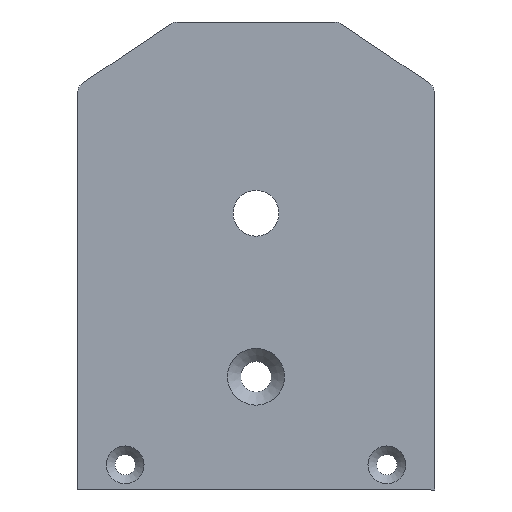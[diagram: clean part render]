
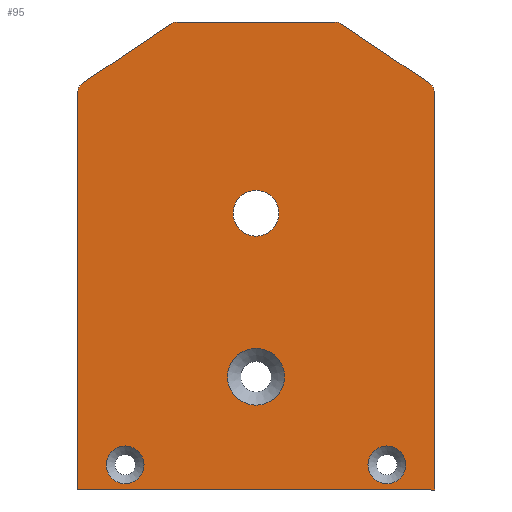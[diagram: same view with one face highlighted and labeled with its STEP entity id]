
A CAD part, front view. The second image highlights one B-rep face of the part: STEP entity #95.
In plain terms, the highlighted planar face has unit normal (0, -1, 0).
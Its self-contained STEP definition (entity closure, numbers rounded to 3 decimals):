
#95 = ADVANCED_FACE( '', ( #203, #204, #205, #206, #207 ), #208, .T. );
#203 = FACE_BOUND( '', #320, .T. );
#204 = FACE_BOUND( '', #321, .T. );
#205 = FACE_BOUND( '', #322, .T. );
#206 = FACE_BOUND( '', #323, .T. );
#207 = FACE_OUTER_BOUND( '', #324, .T. );
#208 = PLANE( '', #325 );
#320 = EDGE_LOOP( '', ( #542 ) );
#321 = EDGE_LOOP( '', ( #543 ) );
#322 = EDGE_LOOP( '', ( #544 ) );
#323 = EDGE_LOOP( '', ( #545 ) );
#324 = EDGE_LOOP( '', ( #546, #547, #548, #549, #550, #551, #552, #553, #554, #555 ) );
#325 = AXIS2_PLACEMENT_3D( '', #556, #557, #558 );
#542 = ORIENTED_EDGE( '', *, *, #686, .T. );
#543 = ORIENTED_EDGE( '', *, *, #716, .T. );
#544 = ORIENTED_EDGE( '', *, *, #717, .T. );
#545 = ORIENTED_EDGE( '', *, *, #718, .T. );
#546 = ORIENTED_EDGE( '', *, *, #638, .F. );
#547 = ORIENTED_EDGE( '', *, *, #667, .T. );
#548 = ORIENTED_EDGE( '', *, *, #708, .F. );
#549 = ORIENTED_EDGE( '', *, *, #703, .F. );
#550 = ORIENTED_EDGE( '', *, *, #719, .F. );
#551 = ORIENTED_EDGE( '', *, *, #720, .F. );
#552 = ORIENTED_EDGE( '', *, *, #710, .F. );
#553 = ORIENTED_EDGE( '', *, *, #721, .F. );
#554 = ORIENTED_EDGE( '', *, *, #688, .F. );
#555 = ORIENTED_EDGE( '', *, *, #694, .F. );
#556 = CARTESIAN_POINT( '', ( 12.04, -170.5, 51.314 ) );
#557 = DIRECTION( '', ( 0., -1., 0. ) );
#558 = DIRECTION( '', ( 0., 0., -1. ) );
#638 = EDGE_CURVE( '', #746, #747, #748, .T. );
#667 = EDGE_CURVE( '', #746, #799, #800, .T. );
#686 = EDGE_CURVE( '', #830, #830, #831, .T. );
#688 = EDGE_CURVE( '', #833, #834, #835, .T. );
#694 = EDGE_CURVE( '', #747, #833, #842, .T. );
#703 = EDGE_CURVE( '', #852, #853, #854, .T. );
#708 = EDGE_CURVE( '', #853, #799, #859, .T. );
#710 = EDGE_CURVE( '', #861, #862, #863, .T. );
#716 = EDGE_CURVE( '', #869, #869, #870, .T. );
#717 = EDGE_CURVE( '', #871, #871, #872, .T. );
#718 = EDGE_CURVE( '', #873, #873, #874, .T. );
#719 = EDGE_CURVE( '', #875, #852, #876, .T. );
#720 = EDGE_CURVE( '', #862, #875, #877, .T. );
#721 = EDGE_CURVE( '', #834, #861, #878, .T. );
#746 = VERTEX_POINT( '', #903 );
#747 = VERTEX_POINT( '', #904 );
#748 = LINE( '', #905, #906 );
#799 = VERTEX_POINT( '', #974 );
#800 = LINE( '', #975, #976 );
#830 = VERTEX_POINT( '', #1014 );
#831 = CIRCLE( '', #1015, 4.55 );
#833 = VERTEX_POINT( '', #1017 );
#834 = VERTEX_POINT( '', #1018 );
#835 = LINE( '', #1019, #1020 );
#842 = CIRCLE( '', #1029, 2.5 );
#852 = VERTEX_POINT( '', #1042 );
#853 = VERTEX_POINT( '', #1043 );
#854 = CIRCLE( '', #1044, 2.5 );
#859 = LINE( '', #1051, #1052 );
#861 = VERTEX_POINT( '', #1054 );
#862 = VERTEX_POINT( '', #1055 );
#863 = LINE( '', #1056, #1057 );
#869 = VERTEX_POINT( '', #1066 );
#870 = CIRCLE( '', #1067, 5.65 );
#871 = VERTEX_POINT( '', #1068 );
#872 = CIRCLE( '', #1069, 3.75 );
#873 = VERTEX_POINT( '', #1070 );
#874 = CIRCLE( '', #1071, 3.75 );
#875 = VERTEX_POINT( '', #1072 );
#876 = LINE( '', #1073, #1074 );
#877 = CIRCLE( '', #1075, 2.5 );
#878 = CIRCLE( '', #1076, 2.5 );
#903 = CARTESIAN_POINT( '', ( 9.54, -170.5, -27.482 ) );
#904 = CARTESIAN_POINT( '', ( 9.54, -170.5, 51.314 ) );
#905 = CARTESIAN_POINT( '', ( 9.54, -170.5, -27.482 ) );
#906 = VECTOR( '', #1105, 1000. );
#974 = CARTESIAN_POINT( '', ( 80.54, -170.5, -27.482 ) );
#975 = CARTESIAN_POINT( '', ( 11.04, -170.5, -27.482 ) );
#976 = VECTOR( '', #1147, 1000. );
#1014 = CARTESIAN_POINT( '', ( 49.59, -170.5, 27.518 ) );
#1015 = AXIS2_PLACEMENT_3D( '', #1177, #1178, #1179 );
#1017 = CARTESIAN_POINT( '', ( 10.642, -170.5, 53.386 ) );
#1018 = CARTESIAN_POINT( '', ( 27.995, -170.5, 65.091 ) );
#1019 = CARTESIAN_POINT( '', ( 10.642, -170.5, 53.386 ) );
#1020 = VECTOR( '', #1180, 1000. );
#1029 = AXIS2_PLACEMENT_3D( '', #1186, #1187, #1188 );
#1042 = CARTESIAN_POINT( '', ( 79.438, -170.5, 53.386 ) );
#1043 = CARTESIAN_POINT( '', ( 80.54, -170.5, 51.314 ) );
#1044 = AXIS2_PLACEMENT_3D( '', #1195, #1196, #1197 );
#1051 = CARTESIAN_POINT( '', ( 80.54, -170.5, -27.482 ) );
#1052 = VECTOR( '', #1200, 1000. );
#1054 = CARTESIAN_POINT( '', ( 29.393, -170.5, 65.518 ) );
#1055 = CARTESIAN_POINT( '', ( 60.687, -170.5, 65.518 ) );
#1056 = CARTESIAN_POINT( '', ( 29.393, -170.5, 65.518 ) );
#1057 = VECTOR( '', #1201, 1000. );
#1066 = CARTESIAN_POINT( '', ( 45.04, -170.5, 0.668 ) );
#1067 = AXIS2_PLACEMENT_3D( '', #1205, #1206, #1207 );
#1068 = CARTESIAN_POINT( '', ( 71.04, -170.5, -18.732 ) );
#1069 = AXIS2_PLACEMENT_3D( '', #1208, #1209, #1210 );
#1070 = CARTESIAN_POINT( '', ( 19.04, -170.5, -18.732 ) );
#1071 = AXIS2_PLACEMENT_3D( '', #1211, #1212, #1213 );
#1072 = CARTESIAN_POINT( '', ( 62.085, -170.5, 65.091 ) );
#1073 = CARTESIAN_POINT( '', ( 62.085, -170.5, 65.091 ) );
#1074 = VECTOR( '', #1214, 1000. );
#1075 = AXIS2_PLACEMENT_3D( '', #1215, #1216, #1217 );
#1076 = AXIS2_PLACEMENT_3D( '', #1218, #1219, #1220 );
#1105 = DIRECTION( '', ( 0., 0., 1. ) );
#1147 = DIRECTION( '', ( 1., 0., 0. ) );
#1177 = CARTESIAN_POINT( '', ( 45.04, -170.5, 27.518 ) );
#1178 = DIRECTION( '', ( 0., 1., 0. ) );
#1179 = DIRECTION( '', ( 1., 0., 0. ) );
#1180 = DIRECTION( '', ( 0.829, 0., 0.559 ) );
#1186 = CARTESIAN_POINT( '', ( 12.04, -170.5, 51.314 ) );
#1187 = DIRECTION( '', ( 0., 1., 0. ) );
#1188 = DIRECTION( '', ( 1., 0., 0. ) );
#1195 = CARTESIAN_POINT( '', ( 78.04, -170.5, 51.314 ) );
#1196 = DIRECTION( '', ( 0., 1., 0. ) );
#1197 = DIRECTION( '', ( -1., 0., 0. ) );
#1200 = DIRECTION( '', ( 0., 0., -1. ) );
#1201 = DIRECTION( '', ( 1., 0., 0. ) );
#1205 = CARTESIAN_POINT( '', ( 45.04, -170.5, -4.982 ) );
#1206 = DIRECTION( '', ( 0., 1., 0. ) );
#1207 = DIRECTION( '', ( 0., 0., 1. ) );
#1208 = CARTESIAN_POINT( '', ( 71.04, -170.5, -22.482 ) );
#1209 = DIRECTION( '', ( 0., 1., 0. ) );
#1210 = DIRECTION( '', ( 0., 0., 1. ) );
#1211 = CARTESIAN_POINT( '', ( 19.04, -170.5, -22.482 ) );
#1212 = DIRECTION( '', ( 0., 1., 0. ) );
#1213 = DIRECTION( '', ( 0., 0., 1. ) );
#1214 = DIRECTION( '', ( 0.829, 0., -0.559 ) );
#1215 = CARTESIAN_POINT( '', ( 60.687, -170.5, 63.018 ) );
#1216 = DIRECTION( '', ( 0., 1., 0. ) );
#1217 = DIRECTION( '', ( 1., 0., 0. ) );
#1218 = CARTESIAN_POINT( '', ( 29.393, -170.5, 63.018 ) );
#1219 = DIRECTION( '', ( 0., 1., 0. ) );
#1220 = DIRECTION( '', ( 1., 0., 0. ) );
